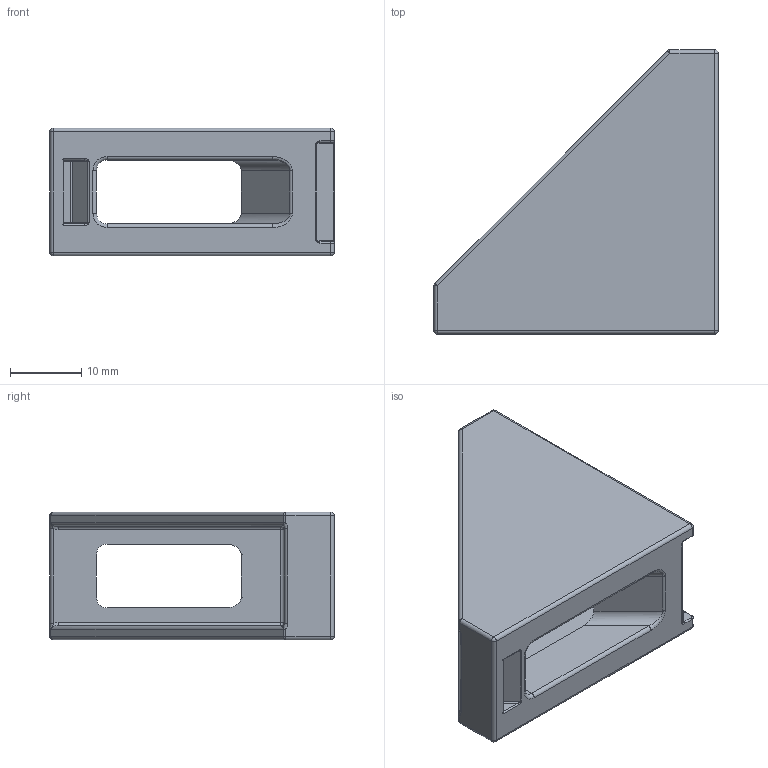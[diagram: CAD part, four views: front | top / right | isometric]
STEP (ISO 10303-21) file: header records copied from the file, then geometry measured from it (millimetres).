
FILE_DESCRIPTION (( 'STEP AP203' ), '1' );
FILE_NAME ('084.305.041.STEP', '2016-02-09T13:29:38', ( 'utente' ), ( '' ), 'SwSTEP 2.0', 'SolidWorks 2016', '' );
FILE_SCHEMA (( 'CONFIG_CONTROL_DESIGN' ));
Length unit declared in the file: millimetre
Products named in the file (1): 084.305.041
Bounding box: 40 x 40 x 18 mm (x, y, z)
Volume: 8244.2 mm3; surface area: 5984 mm2
Topology: 1 solids, 1 shells, 144 faces, 332 edges, 180 vertices
Faces by surface type: cylinder 69, plane 33, bspline 20, sphere 16, torus 6
Entity records: 5043 total; most frequent: CARTESIAN_POINT 1957, ORIENTED_EDGE 636, DIRECTION 634, EDGE_CURVE 318, AXIS2_PLACEMENT_3D 241, VERTEX_POINT 178, LINE 152, VECTOR 152
